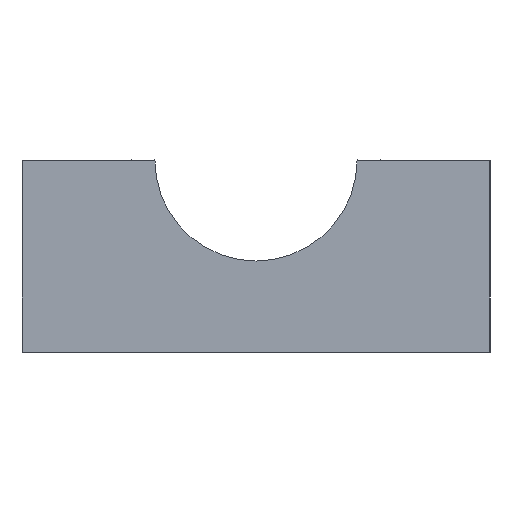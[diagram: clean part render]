
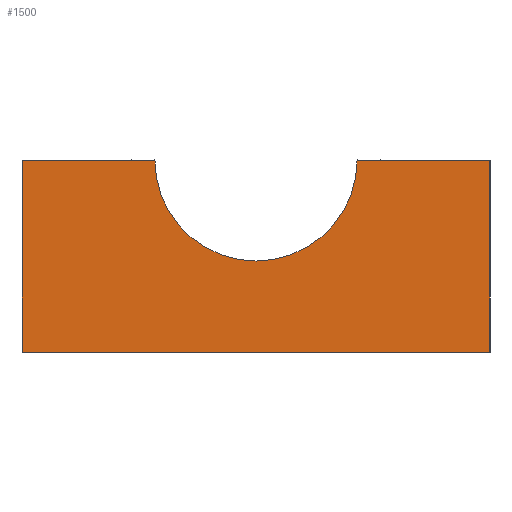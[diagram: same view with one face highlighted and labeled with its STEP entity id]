
A CAD part, left-side view. The second image highlights one B-rep face of the part: STEP entity #1500.
In plain terms, the highlighted planar face has unit normal (-1, 0, 0).
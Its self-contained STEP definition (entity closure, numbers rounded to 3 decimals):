
#117=FACE_OUTER_BOUND('',#208,.T.);
#208=EDGE_LOOP('',(#1339,#1340,#1341,#1342,#1343,#1344,#1345,#1346));
#219=LINE('',#2118,#374);
#227=LINE('',#2135,#382);
#240=LINE('',#2172,#395);
#247=LINE('',#2186,#402);
#353=LINE('',#2482,#508);
#355=LINE('',#2493,#510);
#364=LINE('',#2521,#519);
#374=VECTOR('',#1675,10.);
#382=VECTOR('',#1691,10.);
#395=VECTOR('',#1722,10.);
#402=VECTOR('',#1733,10.);
#508=VECTOR('',#2031,10.);
#510=VECTOR('',#2043,10.);
#519=VECTOR('',#2090,10.);
#577=CIRCLE('',#1652,6.05);
#585=VERTEX_POINT('',#2111);
#588=VERTEX_POINT('',#2116);
#593=VERTEX_POINT('',#2133);
#606=VERTEX_POINT('',#2168);
#608=VERTEX_POINT('',#2171);
#613=VERTEX_POINT('',#2185);
#706=VERTEX_POINT('',#2479);
#707=VERTEX_POINT('',#2481);
#722=EDGE_CURVE('',#585,#588,#219,.T.);
#731=EDGE_CURVE('',#588,#593,#227,.T.);
#748=EDGE_CURVE('',#608,#606,#240,.T.);
#756=EDGE_CURVE('',#613,#608,#247,.T.);
#904=EDGE_CURVE('',#707,#706,#353,.T.);
#910=EDGE_CURVE('',#706,#613,#355,.T.);
#923=EDGE_CURVE('',#606,#585,#577,.T.);
#924=EDGE_CURVE('',#593,#707,#364,.T.);
#1339=ORIENTED_EDGE('',*,*,#731,.T.);
#1340=ORIENTED_EDGE('',*,*,#924,.T.);
#1341=ORIENTED_EDGE('',*,*,#904,.T.);
#1342=ORIENTED_EDGE('',*,*,#910,.T.);
#1343=ORIENTED_EDGE('',*,*,#756,.T.);
#1344=ORIENTED_EDGE('',*,*,#748,.T.);
#1345=ORIENTED_EDGE('',*,*,#923,.T.);
#1346=ORIENTED_EDGE('',*,*,#722,.T.);
#1418=PLANE('',#1654);
#1500=ADVANCED_FACE('',(#117),#1418,.F.);
#1652=AXIS2_PLACEMENT_3D('',#2518,#2084,#2085);
#1654=AXIS2_PLACEMENT_3D('',#2520,#2088,#2089);
#1675=DIRECTION('',(0.,0.,-1.));
#1691=DIRECTION('',(0.,1.,0.));
#1722=DIRECTION('',(0.,0.,1.));
#1733=DIRECTION('',(0.,1.,0.));
#2031=DIRECTION('',(0.,-1.,0.));
#2043=DIRECTION('',(0.,0.,1.));
#2084=DIRECTION('center_axis',(1.,0.,0.));
#2085=DIRECTION('ref_axis',(0.,0.,
-1.));
#2088=DIRECTION('center_axis',(1.,0.,0.));
#2089=DIRECTION('ref_axis',(0.,0.,
-1.));
#2090=DIRECTION('',(0.,0.,-1.));
#2111=CARTESIAN_POINT('',(16.134,11.55,10.168));
#2116=CARTESIAN_POINT('',(16.134,11.55,10.118));
#2118=CARTESIAN_POINT('',(16.134,11.55,7.293));
#2133=CARTESIAN_POINT('',(16.134,19.5,10.118));
#2135=CARTESIAN_POINT('',(16.134,12.5,10.118));
#2168=CARTESIAN_POINT('',(16.134,-0.55,10.168));
#2171=CARTESIAN_POINT('',(16.134,-0.55,10.118));
#2172=CARTESIAN_POINT('',(16.134,-0.55,7.293));
#2185=CARTESIAN_POINT('',(16.134,-8.5,10.118));
#2186=CARTESIAN_POINT('',(16.134,2.475,10.118));
#2479=CARTESIAN_POINT('',(16.134,-8.5,-1.332));
#2481=CARTESIAN_POINT('',(16.134,19.5,-1.332));
#2482=CARTESIAN_POINT('',(16.134,19.5,-1.332));
#2493=CARTESIAN_POINT('',(16.134,-8.5,-1.332));
#2518=CARTESIAN_POINT('Origin',(16.134,5.5,10.168));
#2520=CARTESIAN_POINT('Origin',(16.134,5.5,4.418));
#2521=CARTESIAN_POINT('',(16.134,19.5,21.668));
